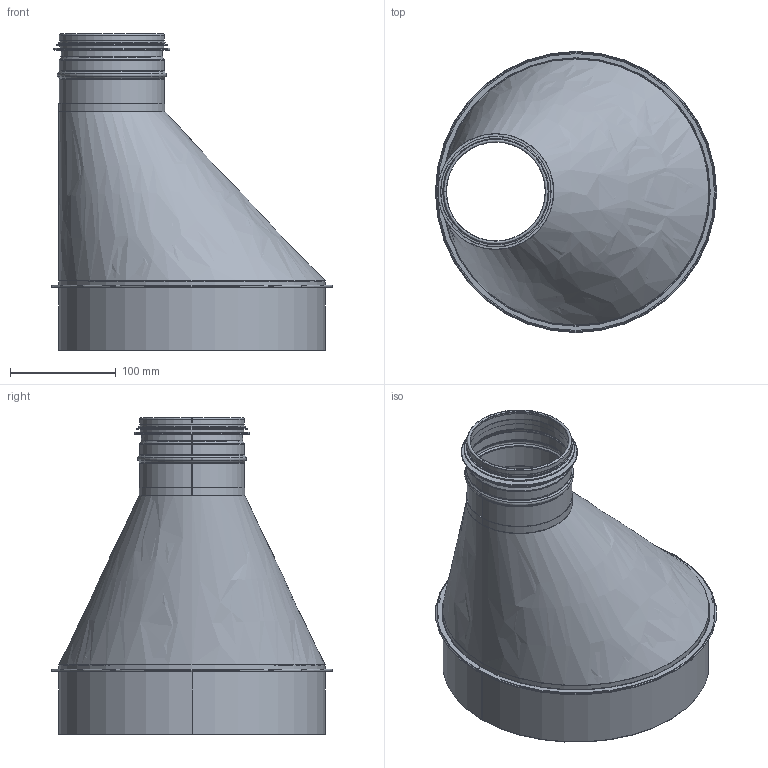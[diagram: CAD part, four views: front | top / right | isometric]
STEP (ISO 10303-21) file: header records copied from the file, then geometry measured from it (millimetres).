
FILE_DESCRIPTION((''),'2;1');
FILE_NAME('HFBM_250-100.stp','2014-02-19T13:19:20',(''),(''),'Autodesk Inventor 2013','Autodesk Inventor 2013','');
FILE_SCHEMA(('AUTOMOTIVE_DESIGN { 1 2 10303 214 0 1 1 1 }'));
Length unit declared in the file: millimetre
Products named in the file (6): HFBM_250-100; KonPunktadFalsadHFBM_250-100; MuffMedFals-250; StosStödsick-100-1; StosStödsickRörämne-100-1; 999003
Assembly tree (5 placements, depth 3):
  HFBM_250-100
    KonPunktadFalsadHFBM_250-100
    MuffMedFals-250
    StosStödsick-100-1
      StosStödsickRörämne-100-1
      999003
Bounding box: 265.39 x 265.39 x 299 mm (x, y, z)
Volume: 53308.5 mm3; surface area: 407608.1 mm2
Topology: 4 solids, 5 shells, 116 faces, 229 edges, 122 vertices
Faces by surface type: plane 56, torus 24, cylinder 22, cone 10, bspline 4
Full cylindrical faces by diameter (mm): 93.25 x1, 94.25 x1, 95.45 x1, 98.05 x6, 99.05 x4, 100.05 x1, 104.45 x1, 109.45 x1, 250.4 x2, 251.4 x2, 253.4 x1, 261.4 x1
Entity records: 3466 total; most frequent: CARTESIAN_POINT 830, DIRECTION 557, ORIENTED_EDGE 416, AXIS2_PLACEMENT_3D 234, EDGE_CURVE 208, EDGE_LOOP 144, VERTEX_POINT 121, STYLED_ITEM 120
